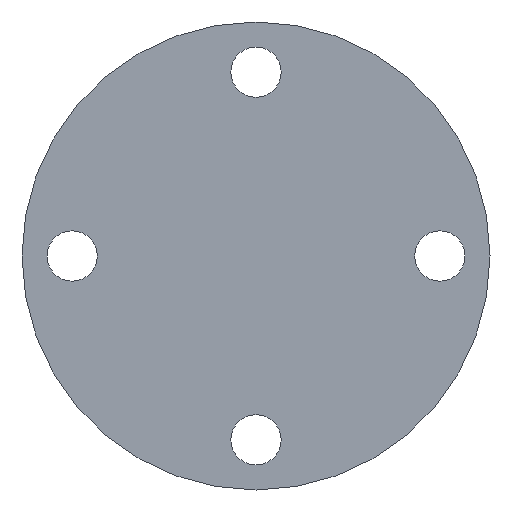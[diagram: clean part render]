
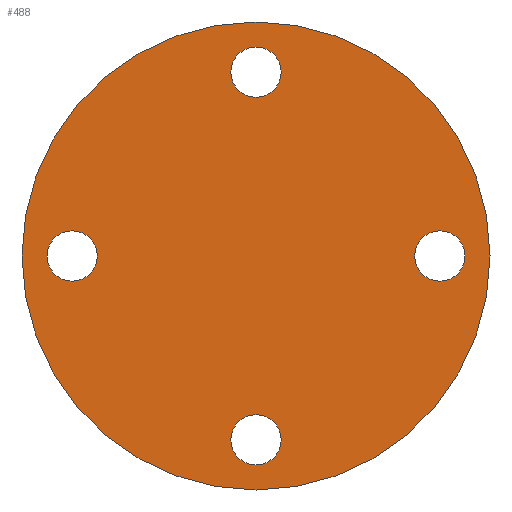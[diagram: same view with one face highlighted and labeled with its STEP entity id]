
A CAD part, front view. The second image highlights one B-rep face of the part: STEP entity #488.
In plain terms, the highlighted planar face has unit normal (0, -1, 0).
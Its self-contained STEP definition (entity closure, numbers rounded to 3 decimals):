
#1 = EDGE_CURVE ( 'NONE', #22, #444, #417, .T. ) ;
#11 = CARTESIAN_POINT ( 'NONE',  ( -69.85, 0., 0. ) ) ;
#13 = FACE_OUTER_BOUND ( 'NONE', #280, .T. ) ;
#14 = DIRECTION ( 'NONE',  ( 0., 0., 1. ) ) ;
#16 = DIRECTION ( 'NONE',  ( 1., 0., 0. ) ) ;
#21 = CIRCLE ( 'NONE', #333, 88.9 ) ;
#22 = VERTEX_POINT ( 'NONE', #25 ) ;
#23 = AXIS2_PLACEMENT_3D ( 'NONE', #361, #530, #146 ) ;
#25 = CARTESIAN_POINT ( 'NONE',  ( 0., 0., 60.3 ) ) ;
#26 = ORIENTED_EDGE ( 'NONE', *, *, #1, .T. ) ;
#37 = CARTESIAN_POINT ( 'NONE',  ( 0., 0., 0. ) ) ;
#39 = DIRECTION ( 'NONE',  ( 0., 0., 1. ) ) ;
#40 = CIRCLE ( 'NONE', #350, 9.55 ) ;
#48 = CARTESIAN_POINT ( 'NONE',  ( 0., 0., 79.4 ) ) ;
#50 = EDGE_LOOP ( 'NONE', ( #99, #78 ) ) ;
#56 = EDGE_CURVE ( 'NONE', #324, #397, #239, .T. ) ;
#57 = CIRCLE ( 'NONE', #503, 88.9 ) ;
#60 = FACE_BOUND ( 'NONE', #390, .T. ) ;
#78 = ORIENTED_EDGE ( 'NONE', *, *, #485, .T. ) ;
#85 = DIRECTION ( 'NONE',  ( 0., 1., 0. ) ) ;
#95 = ORIENTED_EDGE ( 'NONE', *, *, #56, .T. ) ;
#99 = ORIENTED_EDGE ( 'NONE', *, *, #470, .T. ) ;
#101 = ORIENTED_EDGE ( 'NONE', *, *, #454, .T. ) ;
#124 = ORIENTED_EDGE ( 'NONE', *, *, #495, .T. ) ;
#134 = PLANE ( 'NONE',  #218 ) ;
#137 = FACE_BOUND ( 'NONE', #441, .T. ) ;
#140 = CIRCLE ( 'NONE', #23, 9.55 ) ;
#146 = DIRECTION ( 'NONE',  ( 0., 0., 1. ) ) ;
#152 = EDGE_CURVE ( 'NONE', #300, #475, #140, .T. ) ;
#155 = CARTESIAN_POINT ( 'NONE',  ( 69.85, 0., 0. ) ) ;
#163 = ORIENTED_EDGE ( 'NONE', *, *, #152, .T. ) ;
#165 = VERTEX_POINT ( 'NONE', #462 ) ;
#166 = CARTESIAN_POINT ( 'NONE',  ( 79.4, 0., 0. ) ) ;
#168 = DIRECTION ( 'NONE',  ( 0., 1., 0. ) ) ;
#169 = CIRCLE ( 'NONE', #246, 9.55 ) ;
#172 = DIRECTION ( 'NONE',  ( 0., 1., 0. ) ) ;
#180 = CARTESIAN_POINT ( 'NONE',  ( -79.4, 0., 0. ) ) ;
#194 = DIRECTION ( 'NONE',  ( 0., 1., 0. ) ) ;
#199 = CIRCLE ( 'NONE', #331, 9.55 ) ;
#202 = DIRECTION ( 'NONE',  ( 0., 1., 0. ) ) ;
#212 = DIRECTION ( 'NONE',  ( -1., 0., 0. ) ) ;
#214 = CARTESIAN_POINT ( 'NONE',  ( 69.85, 0., 0. ) ) ;
#216 = FACE_BOUND ( 'NONE', #50, .T. ) ;
#218 = AXIS2_PLACEMENT_3D ( 'NONE', #303, #479, #14 ) ;
#220 = DIRECTION ( 'NONE',  ( 0., 0., -1. ) ) ;
#223 = ORIENTED_EDGE ( 'NONE', *, *, #328, .F. ) ;
#239 = CIRCLE ( 'NONE', #395, 9.55 ) ;
#242 = EDGE_CURVE ( 'NONE', #475, #300, #301, .T. ) ;
#246 = AXIS2_PLACEMENT_3D ( 'NONE', #307, #437, #220 ) ;
#252 = EDGE_CURVE ( 'NONE', #359, #165, #57, .T. ) ;
#258 = CARTESIAN_POINT ( 'NONE',  ( -69.85, 0., 0. ) ) ;
#259 = CARTESIAN_POINT ( 'NONE',  ( 0., 0., -88.9 ) ) ;
#277 = ORIENTED_EDGE ( 'NONE', *, *, #242, .T. ) ;
#280 = EDGE_LOOP ( 'NONE', ( #520, #223 ) ) ;
#283 = DIRECTION ( 'NONE',  ( -1., 0., 0. ) ) ;
#298 = CARTESIAN_POINT ( 'NONE',  ( -60.3, 0., 0. ) ) ;
#300 = VERTEX_POINT ( 'NONE', #344 ) ;
#301 = CIRCLE ( 'NONE', #447, 9.55 ) ;
#303 = CARTESIAN_POINT ( 'NONE',  ( 0., 0., 0. ) ) ;
#307 = CARTESIAN_POINT ( 'NONE',  ( 0., 0., 69.85 ) ) ;
#324 = VERTEX_POINT ( 'NONE', #464 ) ;
#328 = EDGE_CURVE ( 'NONE', #165, #359, #21, .T. ) ;
#331 = AXIS2_PLACEMENT_3D ( 'NONE', #214, #391, #212 ) ;
#333 = AXIS2_PLACEMENT_3D ( 'NONE', #424, #202, #380 ) ;
#342 = DIRECTION ( 'NONE',  ( 0., 0., 1. ) ) ;
#344 = CARTESIAN_POINT ( 'NONE',  ( 0., 0., -60.3 ) ) ;
#349 = DIRECTION ( 'NONE',  ( 1., 0., 0. ) ) ;
#350 = AXIS2_PLACEMENT_3D ( 'NONE', #258, #436, #16 ) ;
#359 = VERTEX_POINT ( 'NONE', #259 ) ;
#361 = CARTESIAN_POINT ( 'NONE',  ( 0., 0., -69.85 ) ) ;
#368 = AXIS2_PLACEMENT_3D ( 'NONE', #523, #172, #400 ) ;
#376 = AXIS2_PLACEMENT_3D ( 'NONE', #11, #168, #349 ) ;
#379 = EDGE_LOOP ( 'NONE', ( #26, #124 ) ) ;
#380 = DIRECTION ( 'NONE',  ( 0., 0., 1. ) ) ;
#390 = EDGE_LOOP ( 'NONE', ( #95, #101 ) ) ;
#391 = DIRECTION ( 'NONE',  ( 0., 1., 0. ) ) ;
#393 = FACE_BOUND ( 'NONE', #379, .T. ) ;
#395 = AXIS2_PLACEMENT_3D ( 'NONE', #155, #194, #283 ) ;
#397 = VERTEX_POINT ( 'NONE', #166 ) ;
#400 = DIRECTION ( 'NONE',  ( 0., 0., -1. ) ) ;
#417 = CIRCLE ( 'NONE', #368, 9.55 ) ;
#418 = VERTEX_POINT ( 'NONE', #298 ) ;
#421 = DIRECTION ( 'NONE',  ( 0., 1., 0. ) ) ;
#424 = CARTESIAN_POINT ( 'NONE',  ( 0., 0., 0. ) ) ;
#436 = DIRECTION ( 'NONE',  ( 0., 1., 0. ) ) ;
#437 = DIRECTION ( 'NONE',  ( 0., 1., 0. ) ) ;
#441 = EDGE_LOOP ( 'NONE', ( #163, #277 ) ) ;
#444 = VERTEX_POINT ( 'NONE', #48 ) ;
#447 = AXIS2_PLACEMENT_3D ( 'NONE', #507, #85, #342 ) ;
#454 = EDGE_CURVE ( 'NONE', #397, #324, #199, .T. ) ;
#462 = CARTESIAN_POINT ( 'NONE',  ( 0., 0., 88.9 ) ) ;
#464 = CARTESIAN_POINT ( 'NONE',  ( 60.3, 0., 0. ) ) ;
#470 = EDGE_CURVE ( 'NONE', #418, #516, #493, .T. ) ;
#475 = VERTEX_POINT ( 'NONE', #517 ) ;
#479 = DIRECTION ( 'NONE',  ( 0., 1., 0. ) ) ;
#485 = EDGE_CURVE ( 'NONE', #516, #418, #40, .T. ) ;
#488 = ADVANCED_FACE ( 'NONE', ( #216, #393, #60, #137, #13 ), #134, .F. ) ;
#493 = CIRCLE ( 'NONE', #376, 9.55 ) ;
#495 = EDGE_CURVE ( 'NONE', #444, #22, #169, .T. ) ;
#503 = AXIS2_PLACEMENT_3D ( 'NONE', #37, #421, #39 ) ;
#507 = CARTESIAN_POINT ( 'NONE',  ( 0., 0., -69.85 ) ) ;
#516 = VERTEX_POINT ( 'NONE', #180 ) ;
#517 = CARTESIAN_POINT ( 'NONE',  ( 0., 0., -79.4 ) ) ;
#520 = ORIENTED_EDGE ( 'NONE', *, *, #252, .F. ) ;
#523 = CARTESIAN_POINT ( 'NONE',  ( 0., 0., 69.85 ) ) ;
#530 = DIRECTION ( 'NONE',  ( 0., 1., 0. ) ) ;
